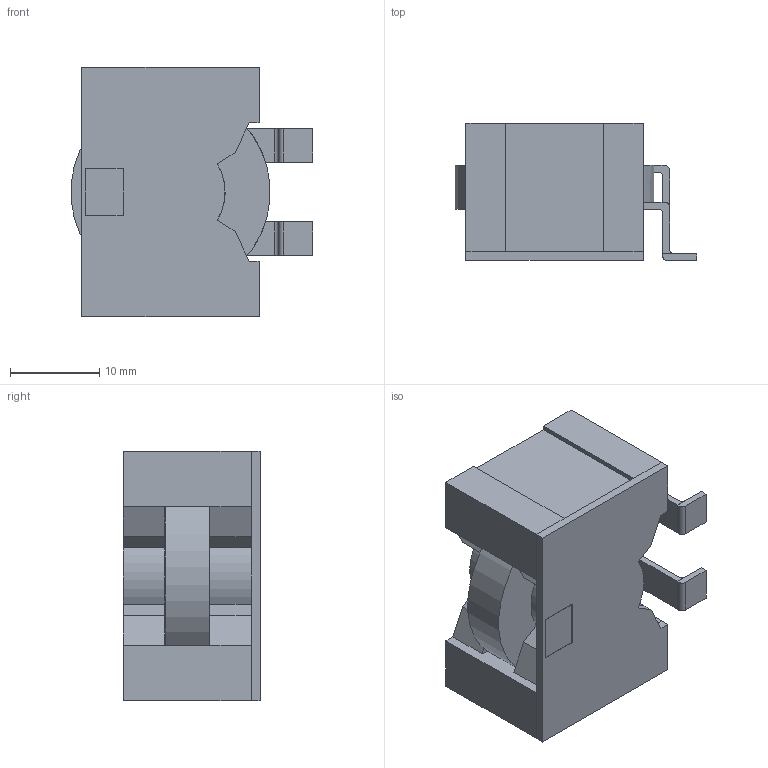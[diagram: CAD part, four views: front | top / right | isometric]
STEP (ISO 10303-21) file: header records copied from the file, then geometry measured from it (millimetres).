
FILE_DESCRIPTION (( 'STEP AP214' ), '1' );
FILE_NAME ('SER2915L-103KL.STEP', '2024-07-21T13:41:52', ( '' ), ( '' ), 'SwSTEP 2.0', 'SolidWorks 2016', '' );
FILE_SCHEMA (( 'AUTOMOTIVE_DESIGN' ));
Length unit declared in the file: millimetre
Products named in the file (1): SER2915L-103KL
Bounding box: 27 x 15.36 x 27.9 mm (x, y, z)
Volume: 7453.3 mm3; surface area: 3979.9 mm2
Topology: 3 solids, 3 shells, 468 faces, 1294 edges, 859 vertices
Faces by surface type: plane 257, bspline 196, cylinder 15
Entity records: 20927 total; most frequent: CARTESIAN_POINT 9506, ORIENTED_EDGE 2588, DIRECTION 1335, EDGE_CURVE 1294, VERTEX_POINT 859, VECTOR 725, LINE 725, B_SPLINE_CURVE_WITH_KNOTS 537
